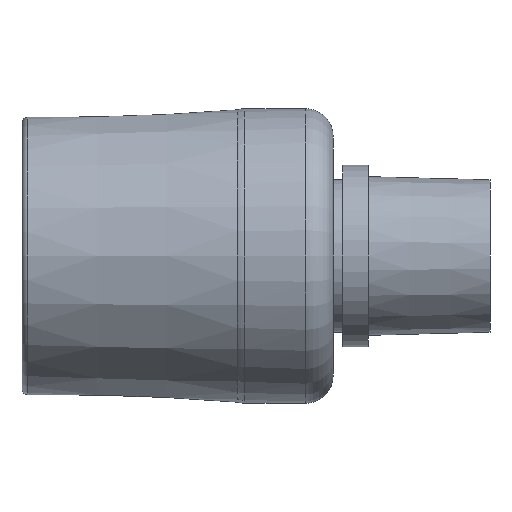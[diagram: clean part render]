
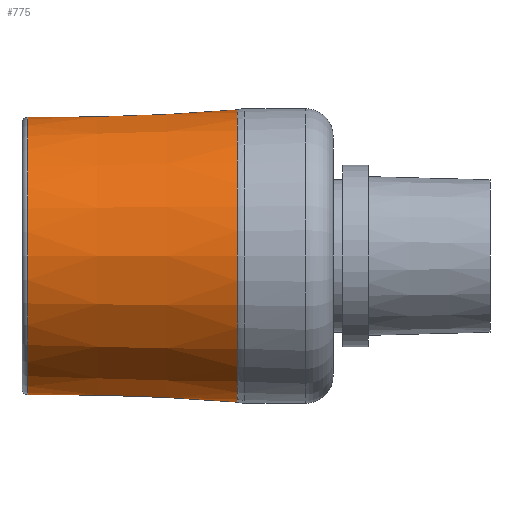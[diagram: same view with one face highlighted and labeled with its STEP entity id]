
A CAD part, left-side view. The second image highlights one B-rep face of the part: STEP entity #775.
In plain terms, the highlighted conical face has half-angle 2.045 degrees and reference radius 25.019 mm.
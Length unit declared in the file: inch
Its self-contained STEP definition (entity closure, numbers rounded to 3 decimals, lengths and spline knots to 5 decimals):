
#29=CONICAL_SURFACE('',#879,0.985,0.036);
#47=B_SPLINE_CURVE_WITH_KNOTS('',3,(#1306,#1307,#1308,#1309,#1310,#1311,
#1312,#1313),.UNSPECIFIED.,.F.,.F.,(4,2,2,4),(1.64728,2.0598,
2.47233,2.81232),.UNSPECIFIED.);
#48=B_SPLINE_CURVE_WITH_KNOTS('',3,(#1315,#1316,#1317,#1318,#1319,#1320,
#1321,#1322),.UNSPECIFIED.,.F.,.F.,(4,2,2,4),(0.48225,0.82223,
1.23476,1.64728),.UNSPECIFIED.);
#82=FACE_OUTER_BOUND('',#125,.T.);
#125=EDGE_LOOP('',(#535,#536,#537,#538,#539,#540,#541));
#175=LINE('',#1417,#194);
#194=VECTOR('',#1033,0.985);
#218=CIRCLE('',#880,0.95638);
#219=CIRCLE('',#881,0.95638);
#220=CIRCLE('',#882,1.008);
#294=VERTEX_POINT('',#1300);
#295=VERTEX_POINT('',#1305);
#296=VERTEX_POINT('',#1314);
#308=VERTEX_POINT('',#1413);
#309=VERTEX_POINT('',#1414);
#381=EDGE_CURVE('',#295,#294,#47,.T.);
#382=EDGE_CURVE('',#296,#295,#48,.T.);
#401=EDGE_CURVE('',#308,#309,#218,.T.);
#402=EDGE_CURVE('',#309,#308,#219,.T.);
#403=EDGE_CURVE('',#309,#295,#175,.T.);
#404=EDGE_CURVE('',#296,#294,#220,.T.);
#535=ORIENTED_EDGE('',*,*,#401,.F.);
#536=ORIENTED_EDGE('',*,*,#402,.F.);
#537=ORIENTED_EDGE('',*,*,#403,.T.);
#538=ORIENTED_EDGE('',*,*,#381,.T.);
#539=ORIENTED_EDGE('',*,*,#404,.F.);
#540=ORIENTED_EDGE('',*,*,#382,.T.);
#541=ORIENTED_EDGE('',*,*,#403,.F.);
#775=ADVANCED_FACE('',(#82),#29,.T.);
#879=AXIS2_PLACEMENT_3D('',#1412,#1027,#1028);
#880=AXIS2_PLACEMENT_3D('',#1415,#1029,#1030);
#881=AXIS2_PLACEMENT_3D('',#1416,#1031,#1032);
#882=AXIS2_PLACEMENT_3D('',#1418,#1034,#1035);
#1027=DIRECTION('center_axis',(0.,-1.,0.));
#1028=DIRECTION('ref_axis',(0.,0.,1.));
#1029=DIRECTION('center_axis',(0.,1.,0.));
#1030=DIRECTION('ref_axis',(0.,0.,-1.));
#1031=DIRECTION('center_axis',(0.,1.,0.));
#1032=DIRECTION('ref_axis',(0.,0.,-1.));
#1033=DIRECTION('',(0.,-0.999,-0.036));
#1034=DIRECTION('center_axis',(0.,-1.,0.));
#1035=DIRECTION('ref_axis',(0.,0.,1.));
#1300=CARTESIAN_POINT('',(-0.38267,0.61711,-0.93253));
#1305=CARTESIAN_POINT('',(0.,0.851,-0.99964));
#1306=CARTESIAN_POINT('Ctrl Pts',(0.,0.851,
-0.99964));
#1307=CARTESIAN_POINT('Ctrl Pts',(-0.05414,0.851,
-0.99964));
#1308=CARTESIAN_POINT('Ctrl Pts',(-0.11153,0.84016,
-0.99521));
#1309=CARTESIAN_POINT('Ctrl Pts',(-0.21662,0.79678,-0.97932));
#1310=CARTESIAN_POINT('Ctrl Pts',(-0.26436,0.76427,
-0.96806));
#1311=CARTESIAN_POINT('Ctrl Pts',(-0.33329,0.6962,
-0.94886));
#1312=CARTESIAN_POINT('Ctrl Pts',(-0.36137,0.65869,
-0.93967));
#1313=CARTESIAN_POINT('Ctrl Pts',(-0.38267,0.61711,
-0.93253));
#1314=CARTESIAN_POINT('',(0.38267,0.61711,-0.93253));
#1315=CARTESIAN_POINT('Ctrl Pts',(0.38267,0.61711,-0.93253));
#1316=CARTESIAN_POINT('Ctrl Pts',(0.36137,0.65869,-0.93967));
#1317=CARTESIAN_POINT('Ctrl Pts',(0.33329,0.6962,-0.94886));
#1318=CARTESIAN_POINT('Ctrl Pts',(0.26436,0.76427,-0.96806));
#1319=CARTESIAN_POINT('Ctrl Pts',(0.21662,0.79678,-0.97932));
#1320=CARTESIAN_POINT('Ctrl Pts',(0.11153,0.84016,-0.99521));
#1321=CARTESIAN_POINT('Ctrl Pts',(0.05414,0.851,
-0.99964));
#1322=CARTESIAN_POINT('Ctrl Pts',(0.,0.851,
-0.99964));
#1412=CARTESIAN_POINT('Origin',(0.,1.261,0.));
#1413=CARTESIAN_POINT('',(0.,2.06243,0.95638));
#1414=CARTESIAN_POINT('',(0.,2.06243,-0.95638));
#1415=CARTESIAN_POINT('Origin',(0.,2.06243,0.));
#1416=CARTESIAN_POINT('Origin',(0.,2.06243,0.));
#1417=CARTESIAN_POINT('',(0.,1.261,-0.985));
#1418=CARTESIAN_POINT('Origin',(0.,0.61711,0.));
